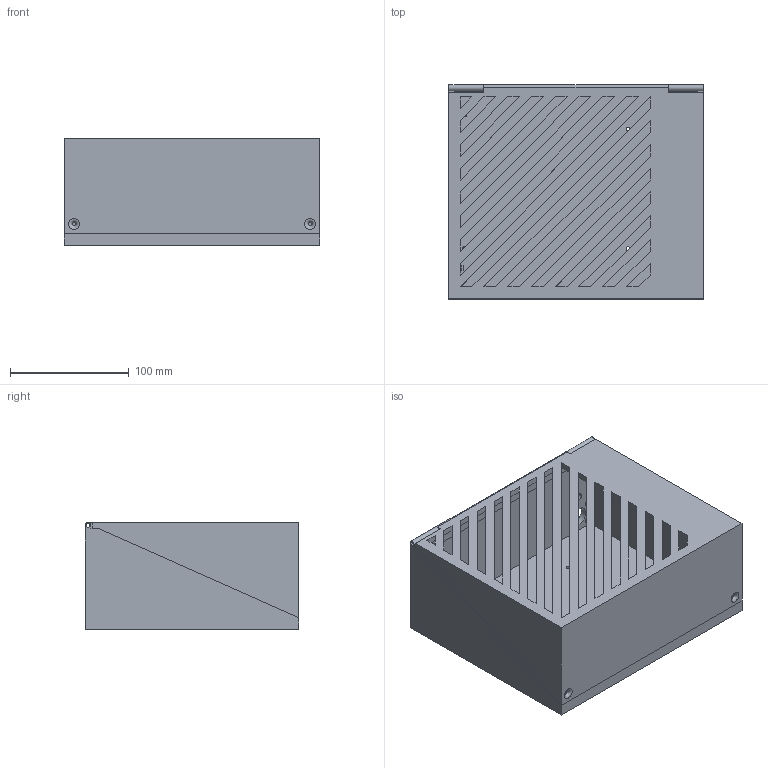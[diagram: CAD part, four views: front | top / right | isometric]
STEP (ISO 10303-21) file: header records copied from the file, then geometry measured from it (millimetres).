
FILE_DESCRIPTION(/* description */ (''),/* implementation_level */ '2;1');
FILE_NAME(/* name */ 'Ground station v2.step',/* time_stamp */ '2023-06-05T22:09:10+02:00',/* author */ (''),/* organization */ (''),/* preprocessor_version */ 'ST-DEVELOPER v19.2',/* originating_system */ 'Autodesk Translation Framework v11.17.0.187',/* authorisation */ '');
FILE_SCHEMA (('AUTOMOTIVE_DESIGN { 1 0 10303 214 3 1 1 }'));
Length unit declared in the file: millimetre
Products named in the file (1): Ground station
Bounding box: 215 x 180 x 90 mm (x, y, z)
Volume: 626397.5 mm3; surface area: 282673.1 mm2
Topology: 2 solids, 2 shells, 149 faces, 427 edges, 286 vertices
Faces by surface type: plane 121, cylinder 26, torus 2
Full cylindrical faces by diameter (mm): 3 x4, 3.15 x13, 6 x5, 16 x1
Entity records: 5010 total; most frequent: CARTESIAN_POINT 863, ORIENTED_EDGE 854, DIRECTION 785, EDGE_CURVE 427, LINE 369, VECTOR 369, VERTEX_POINT 286, EDGE_LOOP 223
